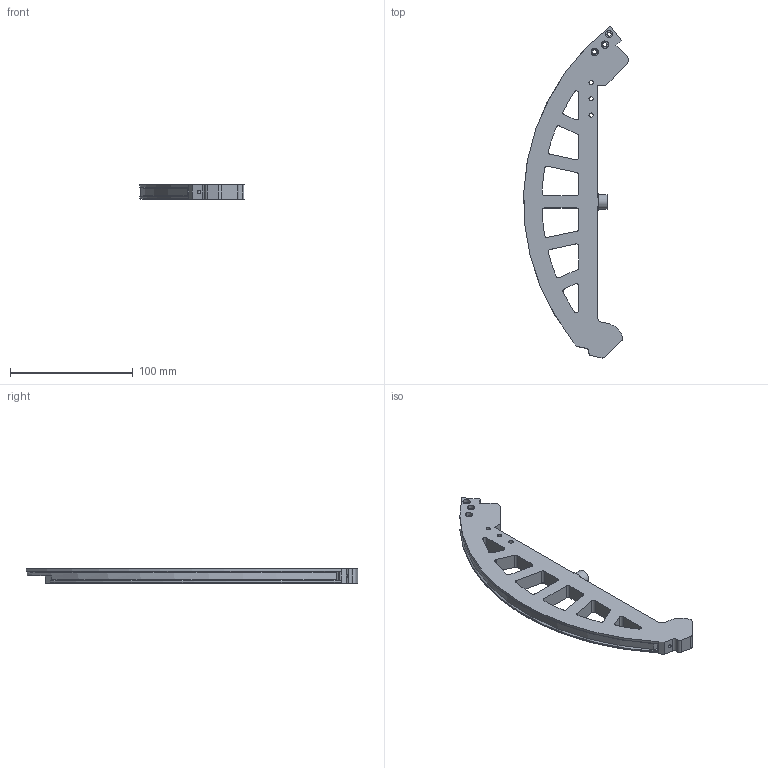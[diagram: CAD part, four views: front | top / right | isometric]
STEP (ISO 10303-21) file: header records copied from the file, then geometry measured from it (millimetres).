
FILE_DESCRIPTION (( 'STEP AP203' ), '1' );
FILE_NAME ('06a_splitring_part1_v4f_200x200.STEP', '2021-04-25T15:53:49', ( '' ), ( '' ), 'SwSTEP 2.0', 'SolidWorks 2020', '' );
FILE_SCHEMA (( 'CONFIG_CONTROL_DESIGN' ));
Length unit declared in the file: millimetre
Products named in the file (1): 06a_splitring_part1_v4f_200x200
Bounding box: 85.23 x 270.27 x 12 mm (x, y, z)
Volume: 107480.6 mm3; surface area: 35549.3 mm2
Topology: 1 solids, 1 shells, 158 faces, 422 edges, 279 vertices
Faces by surface type: cylinder 89, plane 62, cone 7
Entity records: 5178 total; most frequent: CARTESIAN_POINT 935, DIRECTION 913, ORIENTED_EDGE 844, EDGE_CURVE 422, AXIS2_PLACEMENT_3D 345, VERTEX_POINT 279, VECTOR 223, LINE 223
